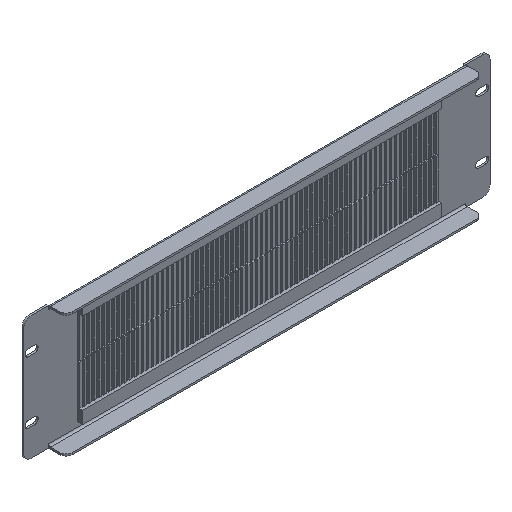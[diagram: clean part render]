
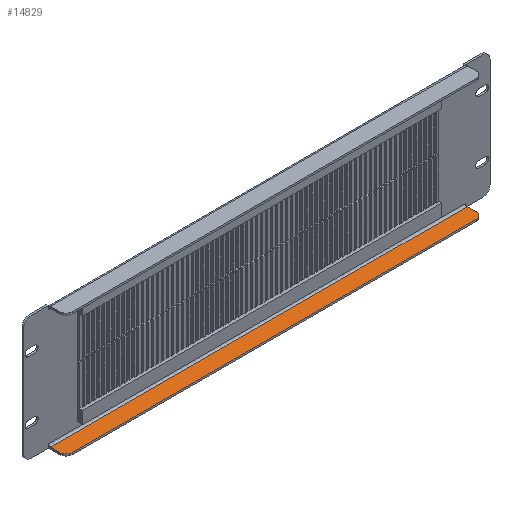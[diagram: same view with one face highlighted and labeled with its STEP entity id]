
A CAD part, isometric view. The second image highlights one B-rep face of the part: STEP entity #14829.
In plain terms, the highlighted planar face has unit normal (0, 0, 1).
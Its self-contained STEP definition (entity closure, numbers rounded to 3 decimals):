
#963 = DIRECTION ( 'NONE',  ( 0., 1., 0. ) ) ;
#973 = CARTESIAN_POINT ( 'NONE',  ( 168.25, -3., -48.5 ) ) ;
#1101 = CARTESIAN_POINT ( 'NONE',  ( 0., 0., -48.5 ) ) ;
#1241 = CARTESIAN_POINT ( 'NONE',  ( -163.25, -10.4, -48.5 ) ) ;
#1753 = DIRECTION ( 'NONE',  ( 0., 1., 0. ) ) ;
#1904 = LINE ( 'NONE', #16624, #6339 ) ;
#2103 = EDGE_CURVE ( 'NONE', #3710, #5353, #1904, .T. ) ;
#2153 = CIRCLE ( 'NONE', #10044, 5. ) ;
#2182 = ORIENTED_EDGE ( 'NONE', *, *, #11358, .F. ) ;
#2308 = CARTESIAN_POINT ( 'NONE',  ( 168.25, -10.4, -48.5 ) ) ;
#3001 = VECTOR ( 'NONE', #16420, 1000. ) ;
#3144 = VERTEX_POINT ( 'NONE', #5978 ) ;
#3381 = EDGE_LOOP ( 'NONE', ( #17873, #3695, #9580, #16602, #2182, #4888 ) ) ;
#3618 = CIRCLE ( 'NONE', #13056, 5. ) ;
#3627 = VERTEX_POINT ( 'NONE', #12651 ) ;
#3695 = ORIENTED_EDGE ( 'NONE', *, *, #15242, .T. ) ;
#3710 = VERTEX_POINT ( 'NONE', #8838 ) ;
#4571 = VERTEX_POINT ( 'NONE', #2308 ) ;
#4587 = VERTEX_POINT ( 'NONE', #973 ) ;
#4712 = DIRECTION ( 'NONE',  ( 0., 0., 1. ) ) ;
#4888 = ORIENTED_EDGE ( 'NONE', *, *, #11712, .F. ) ;
#5353 = VERTEX_POINT ( 'NONE', #6232 ) ;
#5978 = CARTESIAN_POINT ( 'NONE',  ( -168.25, -10.4, -48.5 ) ) ;
#6168 = DIRECTION ( 'NONE',  ( -1., 0., 0. ) ) ;
#6232 = CARTESIAN_POINT ( 'NONE',  ( -163.25, -15.4, -48.5 ) ) ;
#6339 = VECTOR ( 'NONE', #6168, 1000. ) ;
#6378 = AXIS2_PLACEMENT_3D ( 'NONE', #1101, #6880, #6978 ) ;
#6858 = EDGE_CURVE ( 'NONE', #3710, #4571, #3618, .T. ) ;
#6880 = DIRECTION ( 'NONE',  ( 0., 0., -1. ) ) ;
#6978 = DIRECTION ( 'NONE',  ( 0., -1., 0. ) ) ;
#8166 = DIRECTION ( 'NONE',  ( 0., 0., 1. ) ) ;
#8838 = CARTESIAN_POINT ( 'NONE',  ( 163.25, -15.4, -48.5 ) ) ;
#9074 = LINE ( 'NONE', #14881, #10597 ) ;
#9187 = LINE ( 'NONE', #11867, #3001 ) ;
#9580 = ORIENTED_EDGE ( 'NONE', *, *, #2103, .F. ) ;
#10044 = AXIS2_PLACEMENT_3D ( 'NONE', #1241, #8166, #963 ) ;
#10514 = DIRECTION ( 'NONE',  ( 0., 1., 0. ) ) ;
#10597 = VECTOR ( 'NONE', #13551, 1000. ) ;
#11358 = EDGE_CURVE ( 'NONE', #4587, #4571, #9187, .T. ) ;
#11712 = EDGE_CURVE ( 'NONE', #3627, #4587, #9074, .T. ) ;
#11867 = CARTESIAN_POINT ( 'NONE',  ( 168.25, -15.4, -48.5 ) ) ;
#12651 = CARTESIAN_POINT ( 'NONE',  ( -168.25, -3., -48.5 ) ) ;
#13056 = AXIS2_PLACEMENT_3D ( 'NONE', #17743, #4712, #10514 ) ;
#13551 = DIRECTION ( 'NONE',  ( 1., 0., 0. ) ) ;
#14027 = PLANE ( 'NONE',  #6378 ) ;
#14695 = LINE ( 'NONE', #15929, #17474 ) ;
#14829 = ADVANCED_FACE ( 'NONE', ( #18495 ), #14027, .F. ) ;
#14881 = CARTESIAN_POINT ( 'NONE',  ( -168.25, -3., -48.5 ) ) ;
#15242 = EDGE_CURVE ( 'NONE', #3144, #5353, #2153, .T. ) ;
#15929 = CARTESIAN_POINT ( 'NONE',  ( -168.25, -1.5, -48.5 ) ) ;
#16420 = DIRECTION ( 'NONE',  ( 0., -1., 0. ) ) ;
#16602 = ORIENTED_EDGE ( 'NONE', *, *, #6858, .T. ) ;
#16624 = CARTESIAN_POINT ( 'NONE',  ( -168.25, -15.4, -48.5 ) ) ;
#17474 = VECTOR ( 'NONE', #1753, 1000. ) ;
#17743 = CARTESIAN_POINT ( 'NONE',  ( 163.25, -10.4, -48.5 ) ) ;
#17873 = ORIENTED_EDGE ( 'NONE', *, *, #18361, .F. ) ;
#18361 = EDGE_CURVE ( 'NONE', #3144, #3627, #14695, .T. ) ;
#18495 = FACE_OUTER_BOUND ( 'NONE', #3381, .T. ) ;
